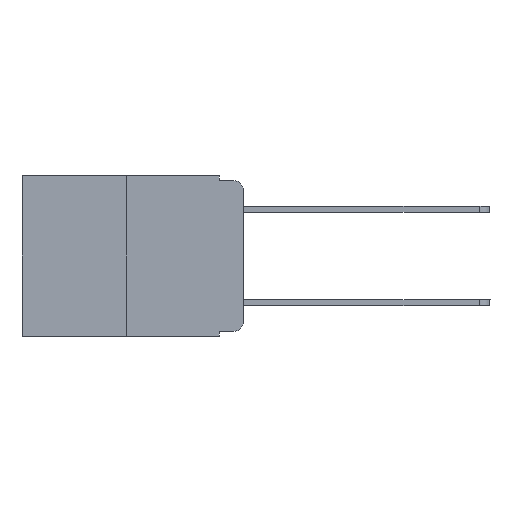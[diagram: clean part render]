
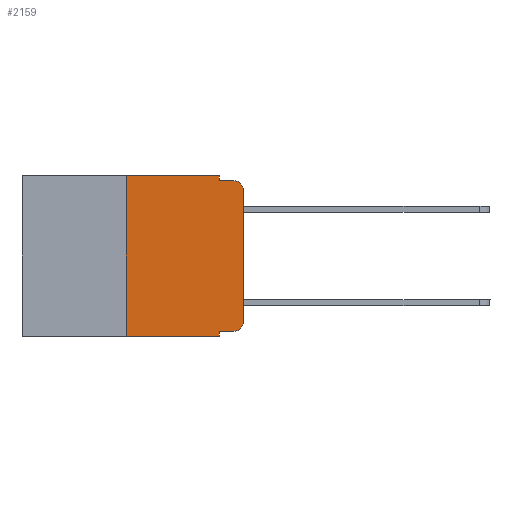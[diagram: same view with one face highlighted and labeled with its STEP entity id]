
A CAD part, left-side view. The second image highlights one B-rep face of the part: STEP entity #2159.
In plain terms, the highlighted planar face has unit normal (-1, 0, 0).
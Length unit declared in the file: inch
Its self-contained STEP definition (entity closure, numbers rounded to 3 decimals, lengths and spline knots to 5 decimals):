
#124 = CARTESIAN_POINT ( 'NONE',  ( 0., 0.02, -0.03 ) ) ;
#233 = ORIENTED_EDGE ( 'NONE', *, *, #4865, .F. ) ;
#289 = CIRCLE ( 'NONE', #14376, 0.02 ) ;
#314 = VECTOR ( 'NONE', #9954, 39.37008 ) ;
#540 = EDGE_CURVE ( 'NONE', #2190, #9543, #3490, .T. ) ;
#557 = DIRECTION ( 'NONE',  ( 0., -1., 0. ) ) ;
#582 = CARTESIAN_POINT ( 'NONE',  ( 0., 0.02, -0.333 ) ) ;
#584 = EDGE_CURVE ( 'NONE', #10036, #3282, #13756, .T. ) ;
#612 = CARTESIAN_POINT ( 'NONE',  ( 0., 0.051, 0. ) ) ;
#758 = EDGE_CURVE ( 'NONE', #1612, #8593, #14090, .T. ) ;
#860 = VERTEX_POINT ( 'NONE', #13979 ) ;
#1190 = ORIENTED_EDGE ( 'NONE', *, *, #2917, .T. ) ;
#1236 = LINE ( 'NONE', #5355, #13744 ) ;
#1276 = DIRECTION ( 'NONE',  ( 0., 0., -1. ) ) ;
#1612 = VERTEX_POINT ( 'NONE', #8529 ) ;
#1844 = DIRECTION ( 'NONE',  ( 0., 0., -1. ) ) ;
#2091 = CARTESIAN_POINT ( 'NONE',  ( 0., 0.051, -0.333 ) ) ;
#2159 = ADVANCED_FACE ( 'NONE', ( #6188 ), #6229, .F. ) ;
#2190 = VERTEX_POINT ( 'NONE', #7341 ) ;
#2327 = DIRECTION ( 'NONE',  ( 0., -1., 0. ) ) ;
#2674 = VECTOR ( 'NONE', #2327, 39.37008 ) ;
#2715 = CARTESIAN_POINT ( 'NONE',  ( 0., 0., -0.313 ) ) ;
#2869 = DIRECTION ( 'NONE',  ( 1., 0., 0. ) ) ;
#2917 = EDGE_CURVE ( 'NONE', #3282, #7259, #289, .T. ) ;
#3282 = VERTEX_POINT ( 'NONE', #582 ) ;
#3305 = VECTOR ( 'NONE', #557, 39.37008 ) ;
#3490 = LINE ( 'NONE', #4096, #4275 ) ;
#3705 = CARTESIAN_POINT ( 'NONE',  ( 0., 0., 0. ) ) ;
#3881 = AXIS2_PLACEMENT_3D ( 'NONE', #5130, #2869, #14294 ) ;
#4096 = CARTESIAN_POINT ( 'NONE',  ( 0., 0.051, 0. ) ) ;
#4097 = DIRECTION ( 'NONE',  ( 0., 0., -1. ) ) ;
#4201 = EDGE_CURVE ( 'NONE', #9543, #8593, #7338, .T. ) ;
#4275 = VECTOR ( 'NONE', #1844, 39.37008 ) ;
#4491 = CARTESIAN_POINT ( 'NONE',  ( 0., 0.051, -0.01 ) ) ;
#4865 = EDGE_CURVE ( 'NONE', #10036, #13669, #9971, .T. ) ;
#5041 = VERTEX_POINT ( 'NONE', #9860 ) ;
#5130 = CARTESIAN_POINT ( 'NONE',  ( 0., 0.473, 0. ) ) ;
#5271 = VECTOR ( 'NONE', #7184, 39.37008 ) ;
#5355 = CARTESIAN_POINT ( 'NONE',  ( 0., 0.473, -0.343 ) ) ;
#5877 = CARTESIAN_POINT ( 'NONE',  ( 0., 0.02, -0.01 ) ) ;
#6188 = FACE_OUTER_BOUND ( 'NONE', #13171, .T. ) ;
#6197 = EDGE_CURVE ( 'NONE', #860, #13669, #1236, .T. ) ;
#6204 = CARTESIAN_POINT ( 'NONE',  ( 0., 0.051, -0.343 ) ) ;
#6229 = PLANE ( 'NONE',  #3881 ) ;
#6332 = ORIENTED_EDGE ( 'NONE', *, *, #4201, .F. ) ;
#6585 = DIRECTION ( 'NONE',  ( 0., -1., 0. ) ) ;
#6767 = VECTOR ( 'NONE', #4097, 39.37008 ) ;
#6850 = EDGE_CURVE ( 'NONE', #860, #5041, #8879, .T. ) ;
#7184 = DIRECTION ( 'NONE',  ( 0., 0., 1. ) ) ;
#7259 = VERTEX_POINT ( 'NONE', #2715 ) ;
#7338 = LINE ( 'NONE', #4491, #2674 ) ;
#7341 = CARTESIAN_POINT ( 'NONE',  ( 0., 0.051, 0. ) ) ;
#7689 = AXIS2_PLACEMENT_3D ( 'NONE', #124, #8134, #1276 ) ;
#7908 = EDGE_CURVE ( 'NONE', #7259, #1612, #8165, .T. ) ;
#7944 = CARTESIAN_POINT ( 'NONE',  ( 0., 0.02, -0.313 ) ) ;
#8134 = DIRECTION ( 'NONE',  ( -1., 0., 0. ) ) ;
#8165 = LINE ( 'NONE', #3705, #5271 ) ;
#8333 = EDGE_CURVE ( 'NONE', #5041, #2190, #9354, .T. ) ;
#8529 = CARTESIAN_POINT ( 'NONE',  ( 0., 0., -0.03 ) ) ;
#8593 = VERTEX_POINT ( 'NONE', #5877 ) ;
#8879 = LINE ( 'NONE', #10104, #314 ) ;
#9354 = LINE ( 'NONE', #11933, #3305 ) ;
#9497 = ORIENTED_EDGE ( 'NONE', *, *, #6197, .T. ) ;
#9543 = VERTEX_POINT ( 'NONE', #14333 ) ;
#9860 = CARTESIAN_POINT ( 'NONE',  ( 0., 0.25, 0. ) ) ;
#9954 = DIRECTION ( 'NONE',  ( 0., 0., 1. ) ) ;
#9962 = VECTOR ( 'NONE', #6585, 39.37008 ) ;
#9971 = LINE ( 'NONE', #612, #6767 ) ;
#10036 = VERTEX_POINT ( 'NONE', #10550 ) ;
#10104 = CARTESIAN_POINT ( 'NONE',  ( 0., 0.25, 0. ) ) ;
#10550 = CARTESIAN_POINT ( 'NONE',  ( 0., 0.051, -0.333 ) ) ;
#10977 = DIRECTION ( 'NONE',  ( 0., -1., 0. ) ) ;
#11274 = ORIENTED_EDGE ( 'NONE', *, *, #540, .F. ) ;
#11808 = ORIENTED_EDGE ( 'NONE', *, *, #7908, .T. ) ;
#11834 = ORIENTED_EDGE ( 'NONE', *, *, #758, .T. ) ;
#11933 = CARTESIAN_POINT ( 'NONE',  ( 0., 0.473, 0. ) ) ;
#12359 = ORIENTED_EDGE ( 'NONE', *, *, #8333, .F. ) ;
#13171 = EDGE_LOOP ( 'NONE', ( #11808, #11834, #6332, #11274, #12359, #14063, #9497, #233, #14491, #1190 ) ) ;
#13669 = VERTEX_POINT ( 'NONE', #6204 ) ;
#13679 = DIRECTION ( 'NONE',  ( 0., 0., -1. ) ) ;
#13744 = VECTOR ( 'NONE', #10977, 39.37008 ) ;
#13756 = LINE ( 'NONE', #2091, #9962 ) ;
#13979 = CARTESIAN_POINT ( 'NONE',  ( 0., 0.25, -0.343 ) ) ;
#14063 = ORIENTED_EDGE ( 'NONE', *, *, #6850, .F. ) ;
#14090 = CIRCLE ( 'NONE', #7689, 0.02 ) ;
#14294 = DIRECTION ( 'NONE',  ( 0., 0., -1. ) ) ;
#14333 = CARTESIAN_POINT ( 'NONE',  ( 0., 0.051, -0.01 ) ) ;
#14376 = AXIS2_PLACEMENT_3D ( 'NONE', #7944, #14598, #13679 ) ;
#14491 = ORIENTED_EDGE ( 'NONE', *, *, #584, .T. ) ;
#14598 = DIRECTION ( 'NONE',  ( -1., 0., 0. ) ) ;
